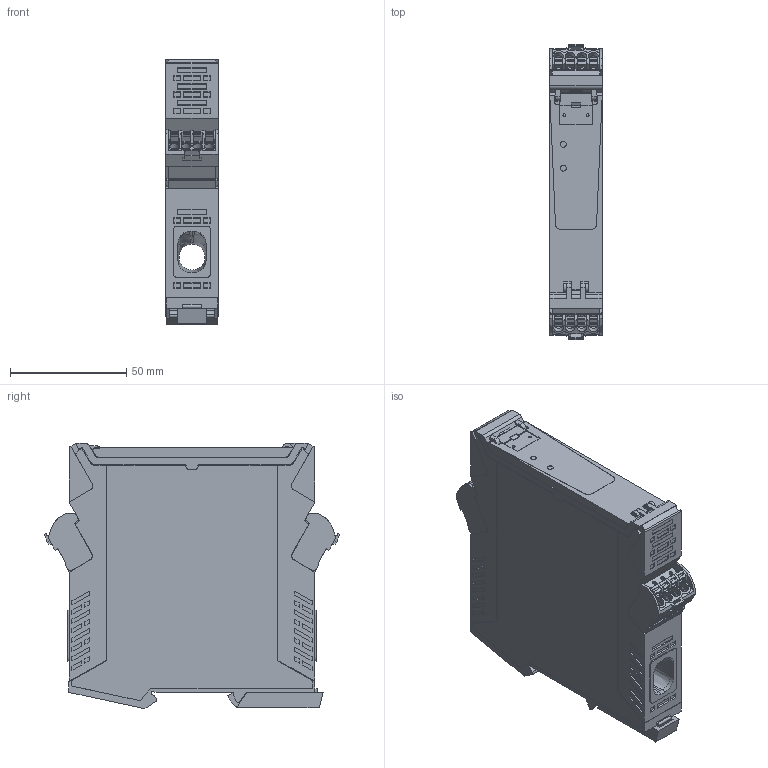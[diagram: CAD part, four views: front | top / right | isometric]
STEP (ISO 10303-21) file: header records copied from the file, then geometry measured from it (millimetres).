
FILE_DESCRIPTION(('CATIA V5 STEP Exchange','CAx-IF Rec.Pracs.--- Model Styling and Organization---1.4--- 2014-01-23'),'2;1');
FILE_NAME ('D1367530_1', '2019-03-08T09:45:30+00:00', ('none'), ('Weidmueller'), 'CATIA Version 5-6 Release 2016 SP3 HF44', 'CATIA V5 STEP AP214', 'none');
FILE_SCHEMA(('AUTOMOTIVE_DESIGN { 1 0 10303 214 1 1 1 1 }'));
Products named in the file (1): 1510280000
Bounding box: 22.5 x 127.12 x 114.02 mm (x, y, z)
Volume: 245287.3 mm3; surface area: 59973 mm2
Topology: 37 solids, 37 shells, 1857 faces, 5403 edges, 3740 vertices
Faces by surface type: plane 1469, cylinder 239, extrusion 59, cone 48, bspline 20, torus 16, sphere 6
Entity records: 61884 total; most frequent: CARTESIAN_POINT 14752, ORIENTED_EDGE 10798, DIRECTION 6886, EDGE_CURVE 5399, VECTOR 4113, LINE 4054, VERTEX_POINT 3740, EDGE_LOOP 2005
